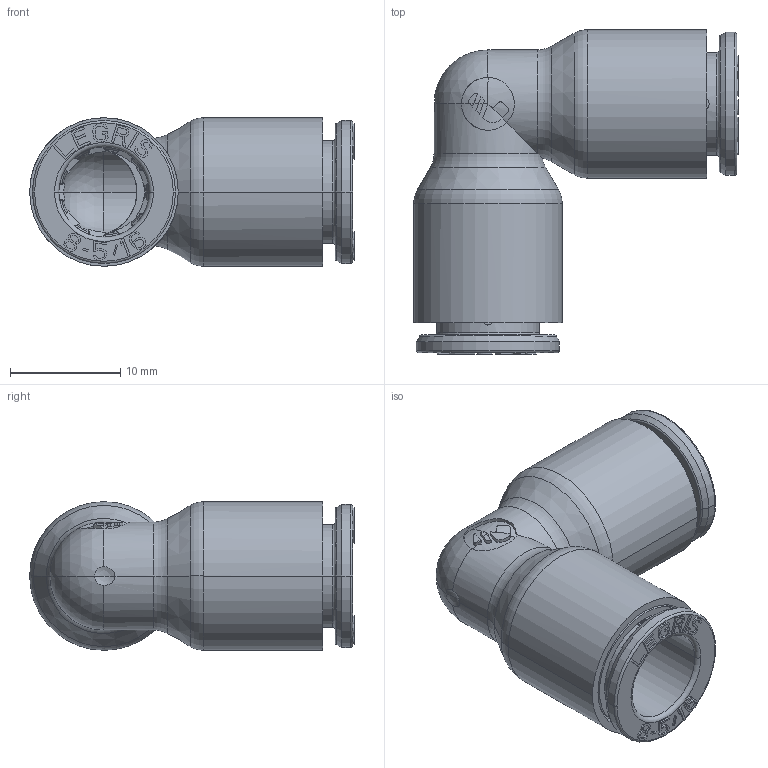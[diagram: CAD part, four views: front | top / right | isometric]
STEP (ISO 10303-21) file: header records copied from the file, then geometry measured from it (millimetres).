
FILE_DESCRIPTION(('STEP AP214'),'1');
FILE_NAME('6802_08_00.stp','2016-07-07T14:39:18',('TraceParts'),('TraceParts S.A.'),'Spatial InterOp 3D',' ',' ');
FILE_SCHEMA(('automotive_design'));
Length unit declared in the file: millimetre
Products named in the file (11): V802-08-00_ASM|Next assembly relationship#44108-19_ASM|Next assembly relationship#44108-30;44108-30; V802-08-00_ASM|Next assembly relationship#44108-19_ASM|Next assembly relationship#44108-32;44108-32; V802-08-00_ASM|Next assembly relationship#44108-19_ASM|Next assembly relationship#44108;44108; V802-08-00_ASM|Next assembly relationship#44108-19_ASM|Next assembly relationship#44108-40;44108-40; V802-08-00_ASM|Next assembly relationship#44518-02;44518-02; V802-08-00_ASM|Next assembly relationship#44108-11-10-ASM;44108-11-10-ASM
Bounding box: 29.5 x 29.5 x 13.5 mm (x, y, z)
Volume: 2821.5 mm3; surface area: 6444.9 mm2
Topology: 11 solids, 11 shells, 1347 faces, 3542 edges, 2263 vertices
Faces by surface type: plane 799, cone 156, cylinder 151, torus 117, bspline 108, sphere 15, extrusion 1
Entity records: 45736 total; most frequent: CARTESIAN_POINT 12773, ORIENTED_EDGE 7064, DIRECTION 6418, EDGE_CURVE 3532, VECTOR 2462, LINE 2461, VERTEX_POINT 2263, AXIS2_PLACEMENT_3D 1978
